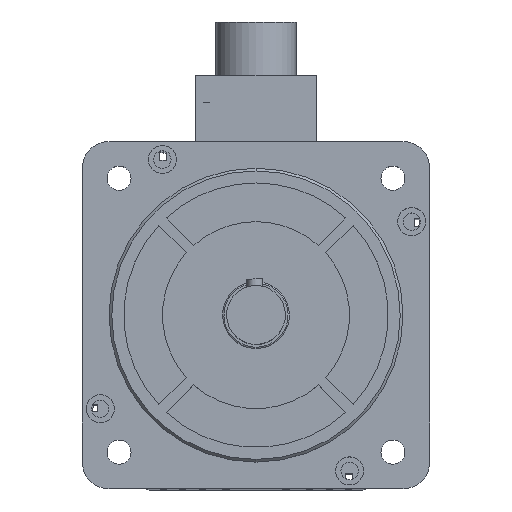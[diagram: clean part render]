
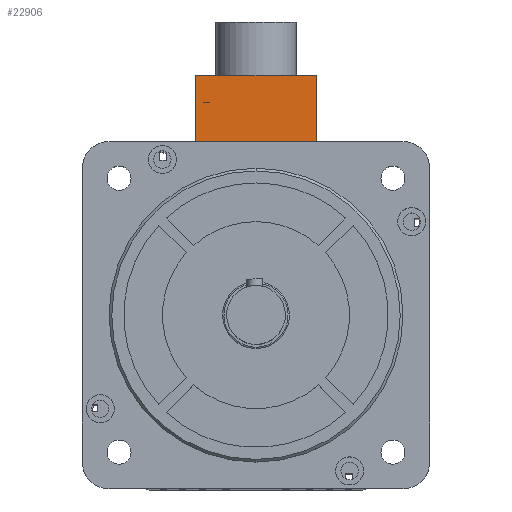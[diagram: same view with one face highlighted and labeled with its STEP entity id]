
A CAD part, top view. The second image highlights one B-rep face of the part: STEP entity #22906.
In plain terms, the highlighted face is planar.
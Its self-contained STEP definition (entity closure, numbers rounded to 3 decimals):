
#1471 = VECTOR ( 'NONE', #14830, 1000. ) ;
#1736 = VERTEX_POINT ( 'NONE', #21891 ) ;
#1761 = VERTEX_POINT ( 'NONE', #5705 ) ;
#2415 = ORIENTED_EDGE ( 'NONE', *, *, #15630, .T. ) ;
#3048 = EDGE_CURVE ( 'NONE', #1761, #1736, #13135, .T. ) ;
#4348 = LINE ( 'NONE', #8551, #1471 ) ;
#4703 = EDGE_LOOP ( 'NONE', ( #15888, #12334, #2415, #16710 ) ) ;
#5575 = DIRECTION ( 'NONE',  ( 0., 0., 1. ) ) ;
#5705 = CARTESIAN_POINT ( 'NONE',  ( 45., 0., -25. ) ) ;
#5992 = AXIS2_PLACEMENT_3D ( 'NONE', #21272, #15603, #18993 ) ;
#6129 = DIRECTION ( 'NONE',  ( 0., 0., 1. ) ) ;
#7445 = VERTEX_POINT ( 'NONE', #26447 ) ;
#7474 = CARTESIAN_POINT ( 'NONE',  ( 0., 0., -25. ) ) ;
#8273 = CARTESIAN_POINT ( 'NONE',  ( 0., 0., 0. ) ) ;
#8551 = CARTESIAN_POINT ( 'NONE',  ( 0., 0., -25. ) ) ;
#9709 = VECTOR ( 'NONE', #5575, 1000. ) ;
#10139 = CARTESIAN_POINT ( 'NONE',  ( 0., 0., 0. ) ) ;
#10211 = VECTOR ( 'NONE', #18269, 1000. ) ;
#12334 = ORIENTED_EDGE ( 'NONE', *, *, #18174, .F. ) ;
#13135 = LINE ( 'NONE', #18413, #21822 ) ;
#14830 = DIRECTION ( 'NONE',  ( 1., 0., 0. ) ) ;
#15603 = DIRECTION ( 'NONE',  ( 0., -1., 0. ) ) ;
#15630 = EDGE_CURVE ( 'NONE', #7445, #1761, #4348, .T. ) ;
#15888 = ORIENTED_EDGE ( 'NONE', *, *, #21471, .F. ) ;
#16710 = ORIENTED_EDGE ( 'NONE', *, *, #3048, .T. ) ;
#18174 = EDGE_CURVE ( 'NONE', #7445, #24377, #21567, .T. ) ;
#18269 = DIRECTION ( 'NONE',  ( 1., 0., 0. ) ) ;
#18413 = CARTESIAN_POINT ( 'NONE',  ( 45., 0., -25. ) ) ;
#18993 = DIRECTION ( 'NONE',  ( 0., 0., -1. ) ) ;
#19801 = LINE ( 'NONE', #10139, #10211 ) ;
#21046 = FACE_OUTER_BOUND ( 'NONE', #4703, .T. ) ;
#21272 = CARTESIAN_POINT ( 'NONE',  ( 0., 0., -25. ) ) ;
#21471 = EDGE_CURVE ( 'NONE', #24377, #1736, #19801, .T. ) ;
#21567 = LINE ( 'NONE', #7474, #9709 ) ;
#21822 = VECTOR ( 'NONE', #6129, 1000. ) ;
#21891 = CARTESIAN_POINT ( 'NONE',  ( 45., 0., 0. ) ) ;
#22906 = ADVANCED_FACE ( 'NONE', ( #21046 ), #23790, .T. ) ;
#23790 = PLANE ( 'NONE',  #5992 ) ;
#24377 = VERTEX_POINT ( 'NONE', #8273 ) ;
#26447 = CARTESIAN_POINT ( 'NONE',  ( 0., 0., -25. ) ) ;
